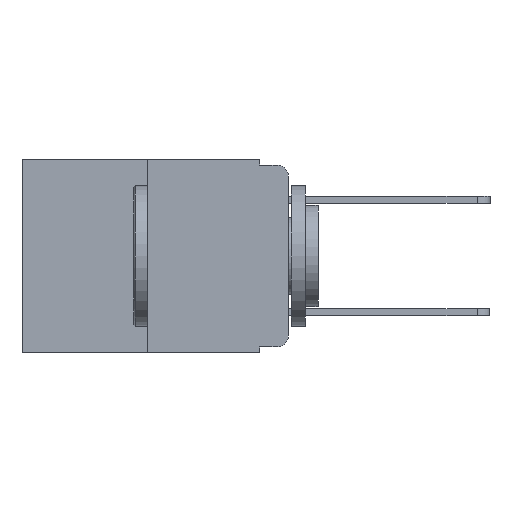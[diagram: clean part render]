
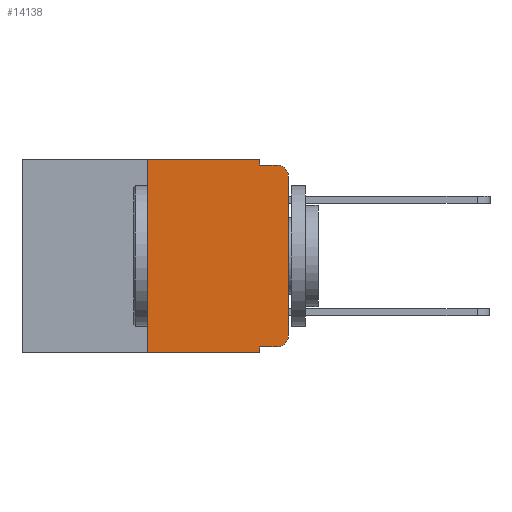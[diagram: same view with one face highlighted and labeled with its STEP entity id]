
A CAD part, left-side view. The second image highlights one B-rep face of the part: STEP entity #14138.
In plain terms, the highlighted planar face has unit normal (-1, 0, 0).
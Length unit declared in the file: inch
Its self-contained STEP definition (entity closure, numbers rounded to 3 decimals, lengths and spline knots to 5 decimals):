
#51 = LINE ( 'NONE', #1352, #11709 ) ;
#239 = DIRECTION ( 'NONE',  ( 1., 0., 0. ) ) ;
#753 = AXIS2_PLACEMENT_3D ( 'NONE', #6600, #16724, #8065 ) ;
#1011 = ORIENTED_EDGE ( 'NONE', *, *, #10587, .T. ) ;
#1086 = DIRECTION ( 'NONE',  ( 0., -1., 0. ) ) ;
#1352 = CARTESIAN_POINT ( 'NONE',  ( 0., 0.051, 0. ) ) ;
#1457 = LINE ( 'NONE', #17961, #4913 ) ;
#1542 = DIRECTION ( 'NONE',  ( 0., 0., 1. ) ) ;
#1567 = VECTOR ( 'NONE', #15149, 39.37008 ) ;
#1569 = ORIENTED_EDGE ( 'NONE', *, *, #18185, .F. ) ;
#2069 = VERTEX_POINT ( 'NONE', #14840 ) ;
#2687 = CARTESIAN_POINT ( 'NONE',  ( 0., 0.051, -0.343 ) ) ;
#3281 = VERTEX_POINT ( 'NONE', #2687 ) ;
#3522 = CARTESIAN_POINT ( 'NONE',  ( 0., 0.051, 0. ) ) ;
#3804 = EDGE_CURVE ( 'NONE', #7391, #3281, #11055, .T. ) ;
#4026 = VERTEX_POINT ( 'NONE', #14014 ) ;
#4118 = VECTOR ( 'NONE', #7161, 39.37008 ) ;
#4456 = EDGE_CURVE ( 'NONE', #10242, #3281, #51, .T. ) ;
#4676 = VERTEX_POINT ( 'NONE', #6217 ) ;
#4913 = VECTOR ( 'NONE', #6376, 39.37008 ) ;
#5431 = ORIENTED_EDGE ( 'NONE', *, *, #15856, .T. ) ;
#5473 = LINE ( 'NONE', #3522, #1567 ) ;
#5501 = AXIS2_PLACEMENT_3D ( 'NONE', #9012, #239, #10494 ) ;
#5697 = CARTESIAN_POINT ( 'NONE',  ( 0., 0.473, 0. ) ) ;
#6217 = CARTESIAN_POINT ( 'NONE',  ( 0., 0., -0.313 ) ) ;
#6371 = CARTESIAN_POINT ( 'NONE',  ( 0., 0.051, -0.01 ) ) ;
#6376 = DIRECTION ( 'NONE',  ( 0., 0., 1. ) ) ;
#6600 = CARTESIAN_POINT ( 'NONE',  ( 0., 0.02, -0.03 ) ) ;
#6618 = DIRECTION ( 'NONE',  ( -1., 0., 0. ) ) ;
#6915 = CARTESIAN_POINT ( 'NONE',  ( 0., 0.051, -0.333 ) ) ;
#7087 = CARTESIAN_POINT ( 'NONE',  ( 0., 0.051, -0.333 ) ) ;
#7161 = DIRECTION ( 'NONE',  ( 0., -1., 0. ) ) ;
#7184 = VECTOR ( 'NONE', #17738, 39.37008 ) ;
#7251 = ORIENTED_EDGE ( 'NONE', *, *, #14056, .F. ) ;
#7365 = CARTESIAN_POINT ( 'NONE',  ( 0., 0.051, -0.01 ) ) ;
#7390 = VECTOR ( 'NONE', #1542, 39.37008 ) ;
#7391 = VERTEX_POINT ( 'NONE', #14513 ) ;
#7455 = LINE ( 'NONE', #7365, #14703 ) ;
#7988 = LINE ( 'NONE', #5697, #4118 ) ;
#8065 = DIRECTION ( 'NONE',  ( 0., 0., -1. ) ) ;
#8265 = EDGE_LOOP ( 'NONE', ( #1011, #13900, #1569, #11867, #8744, #7251, #9638, #9022, #5431, #10827 ) ) ;
#8450 = CARTESIAN_POINT ( 'NONE',  ( 0., 0.02, -0.333 ) ) ;
#8735 = VERTEX_POINT ( 'NONE', #6371 ) ;
#8744 = ORIENTED_EDGE ( 'NONE', *, *, #15971, .F. ) ;
#8825 = DIRECTION ( 'NONE',  ( 0., -1., 0. ) ) ;
#8978 = FACE_OUTER_BOUND ( 'NONE', #8265, .T. ) ;
#9012 = CARTESIAN_POINT ( 'NONE',  ( 0., 0.473, 0. ) ) ;
#9022 = ORIENTED_EDGE ( 'NONE', *, *, #4456, .F. ) ;
#9358 = VECTOR ( 'NONE', #1086, 39.37008 ) ;
#9638 = ORIENTED_EDGE ( 'NONE', *, *, #3804, .T. ) ;
#10149 = CARTESIAN_POINT ( 'NONE',  ( 0., 0.02, -0.01 ) ) ;
#10242 = VERTEX_POINT ( 'NONE', #7087 ) ;
#10298 = CARTESIAN_POINT ( 'NONE',  ( 0., 0.25, 0. ) ) ;
#10494 = DIRECTION ( 'NONE',  ( 0., 0., -1. ) ) ;
#10587 = EDGE_CURVE ( 'NONE', #4676, #2069, #1457, .T. ) ;
#10827 = ORIENTED_EDGE ( 'NONE', *, *, #17328, .T. ) ;
#10897 = CIRCLE ( 'NONE', #15490, 0.02 ) ;
#11055 = LINE ( 'NONE', #16812, #7184 ) ;
#11538 = CIRCLE ( 'NONE', #753, 0.02 ) ;
#11709 = VECTOR ( 'NONE', #15645, 39.37008 ) ;
#11867 = ORIENTED_EDGE ( 'NONE', *, *, #16292, .F. ) ;
#13211 = LINE ( 'NONE', #6915, #9358 ) ;
#13900 = ORIENTED_EDGE ( 'NONE', *, *, #17948, .T. ) ;
#14014 = CARTESIAN_POINT ( 'NONE',  ( 0., 0.051, 0. ) ) ;
#14056 = EDGE_CURVE ( 'NONE', #7391, #16933, #18461, .T. ) ;
#14138 = ADVANCED_FACE ( 'NONE', ( #8978 ), #16222, .F. ) ;
#14513 = CARTESIAN_POINT ( 'NONE',  ( 0., 0.25, -0.343 ) ) ;
#14703 = VECTOR ( 'NONE', #8825, 39.37008 ) ;
#14840 = CARTESIAN_POINT ( 'NONE',  ( 0., 0., -0.03 ) ) ;
#15149 = DIRECTION ( 'NONE',  ( 0., 0., -1. ) ) ;
#15308 = CARTESIAN_POINT ( 'NONE',  ( 0., 0.02, -0.313 ) ) ;
#15490 = AXIS2_PLACEMENT_3D ( 'NONE', #15308, #6618, #16748 ) ;
#15645 = DIRECTION ( 'NONE',  ( 0., 0., -1. ) ) ;
#15856 = EDGE_CURVE ( 'NONE', #10242, #17523, #13211, .T. ) ;
#15971 = EDGE_CURVE ( 'NONE', #16933, #4026, #7988, .T. ) ;
#16222 = PLANE ( 'NONE',  #5501 ) ;
#16292 = EDGE_CURVE ( 'NONE', #4026, #8735, #5473, .T. ) ;
#16670 = VERTEX_POINT ( 'NONE', #10149 ) ;
#16724 = DIRECTION ( 'NONE',  ( -1., 0., 0. ) ) ;
#16748 = DIRECTION ( 'NONE',  ( 0., 0., -1. ) ) ;
#16812 = CARTESIAN_POINT ( 'NONE',  ( 0., 0.473, -0.343 ) ) ;
#16933 = VERTEX_POINT ( 'NONE', #17950 ) ;
#17328 = EDGE_CURVE ( 'NONE', #17523, #4676, #10897, .T. ) ;
#17523 = VERTEX_POINT ( 'NONE', #8450 ) ;
#17738 = DIRECTION ( 'NONE',  ( 0., -1., 0. ) ) ;
#17948 = EDGE_CURVE ( 'NONE', #2069, #16670, #11538, .T. ) ;
#17950 = CARTESIAN_POINT ( 'NONE',  ( 0., 0.25, 0. ) ) ;
#17961 = CARTESIAN_POINT ( 'NONE',  ( 0., 0., 0. ) ) ;
#18185 = EDGE_CURVE ( 'NONE', #8735, #16670, #7455, .T. ) ;
#18461 = LINE ( 'NONE', #10298, #7390 ) ;
